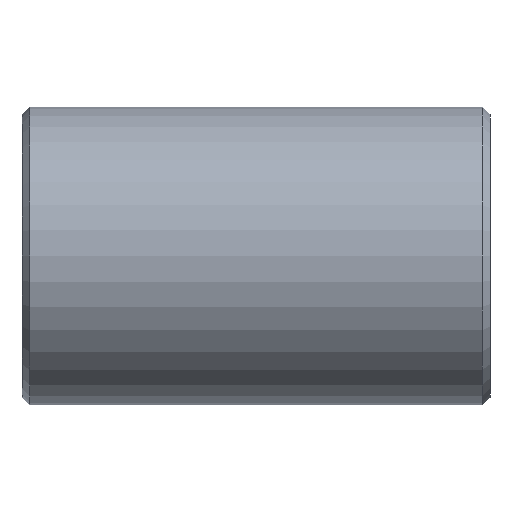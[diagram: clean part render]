
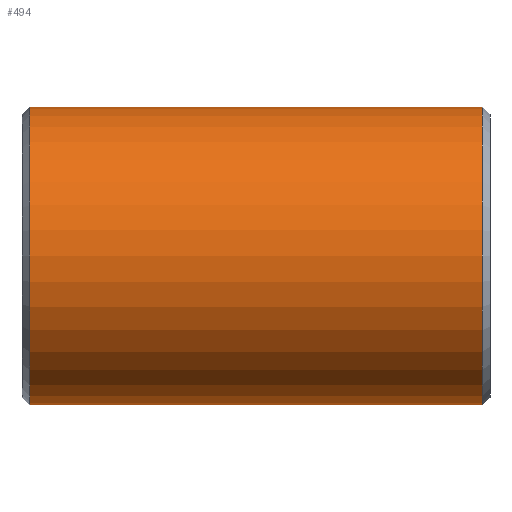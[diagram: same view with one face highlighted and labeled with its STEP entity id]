
A CAD part, front view. The second image highlights one B-rep face of the part: STEP entity #494.
In plain terms, the highlighted cylindrical face has radius 177.8 mm (diameter 355.6 mm), a partial arc.
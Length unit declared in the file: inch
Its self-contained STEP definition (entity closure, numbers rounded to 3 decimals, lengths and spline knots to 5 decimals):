
#22 = VECTOR ( 'NONE', #909, 39.37008 ) ;
#27 = CARTESIAN_POINT ( 'NONE',  ( -10.63533, 0., 7. ) ) ;
#30 = DIRECTION ( 'NONE',  ( -1., 0., 0. ) ) ;
#50 = FACE_OUTER_BOUND ( 'NONE', #627, .T. ) ;
#59 = EDGE_CURVE ( 'NONE', #85, #376, #692, .T. ) ;
#77 = ORIENTED_EDGE ( 'NONE', *, *, #392, .F. ) ;
#85 = VERTEX_POINT ( 'NONE', #102 ) ;
#94 = CARTESIAN_POINT ( 'NONE',  ( 11., 0., 7. ) ) ;
#102 = CARTESIAN_POINT ( 'NONE',  ( 10.63533, 0., 7. ) ) ;
#117 = CIRCLE ( 'NONE', #226, 7. ) ;
#122 = CARTESIAN_POINT ( 'NONE',  ( 11., 0., 0. ) ) ;
#134 = VERTEX_POINT ( 'NONE', #387 ) ;
#161 = DIRECTION ( 'NONE',  ( -1., 0., 0. ) ) ;
#176 = LINE ( 'NONE', #405, #22 ) ;
#193 = DIRECTION ( 'NONE',  ( 0., 0., 1. ) ) ;
#226 = AXIS2_PLACEMENT_3D ( 'NONE', #528, #233, #229 ) ;
#229 = DIRECTION ( 'NONE',  ( 0., 0., 1. ) ) ;
#233 = DIRECTION ( 'NONE',  ( 1., 0., 0. ) ) ;
#273 = VECTOR ( 'NONE', #30, 39.37008 ) ;
#282 = ORIENTED_EDGE ( 'NONE', *, *, #59, .T. ) ;
#376 = VERTEX_POINT ( 'NONE', #27 ) ;
#387 = CARTESIAN_POINT ( 'NONE',  ( -10.63533, 0., -7. ) ) ;
#392 = EDGE_CURVE ( 'NONE', #508, #134, #176, .T. ) ;
#405 = CARTESIAN_POINT ( 'NONE',  ( 11., 0., -7. ) ) ;
#442 = CARTESIAN_POINT ( 'NONE',  ( 10.63533, 0., 0. ) ) ;
#494 = ADVANCED_FACE ( 'NONE', ( #50 ), #635, .T. ) ;
#499 = AXIS2_PLACEMENT_3D ( 'NONE', #442, #161, #670 ) ;
#508 = VERTEX_POINT ( 'NONE', #937 ) ;
#528 = CARTESIAN_POINT ( 'NONE',  ( -10.63533, 0., 0. ) ) ;
#607 = CIRCLE ( 'NONE', #499, 7. ) ;
#627 = EDGE_LOOP ( 'NONE', ( #77, #669, #282, #874 ) ) ;
#635 = CYLINDRICAL_SURFACE ( 'NONE', #896, 7. ) ;
#669 = ORIENTED_EDGE ( 'NONE', *, *, #818, .T. ) ;
#670 = DIRECTION ( 'NONE',  ( 0., 0., -1. ) ) ;
#691 = EDGE_CURVE ( 'NONE', #376, #134, #117, .T. ) ;
#692 = LINE ( 'NONE', #94, #273 ) ;
#818 = EDGE_CURVE ( 'NONE', #508, #85, #607, .T. ) ;
#850 = DIRECTION ( 'NONE',  ( -1., 0., 0. ) ) ;
#874 = ORIENTED_EDGE ( 'NONE', *, *, #691, .T. ) ;
#896 = AXIS2_PLACEMENT_3D ( 'NONE', #122, #850, #193 ) ;
#909 = DIRECTION ( 'NONE',  ( -1., 0., 0. ) ) ;
#937 = CARTESIAN_POINT ( 'NONE',  ( 10.63533, 0., -7. ) ) ;
